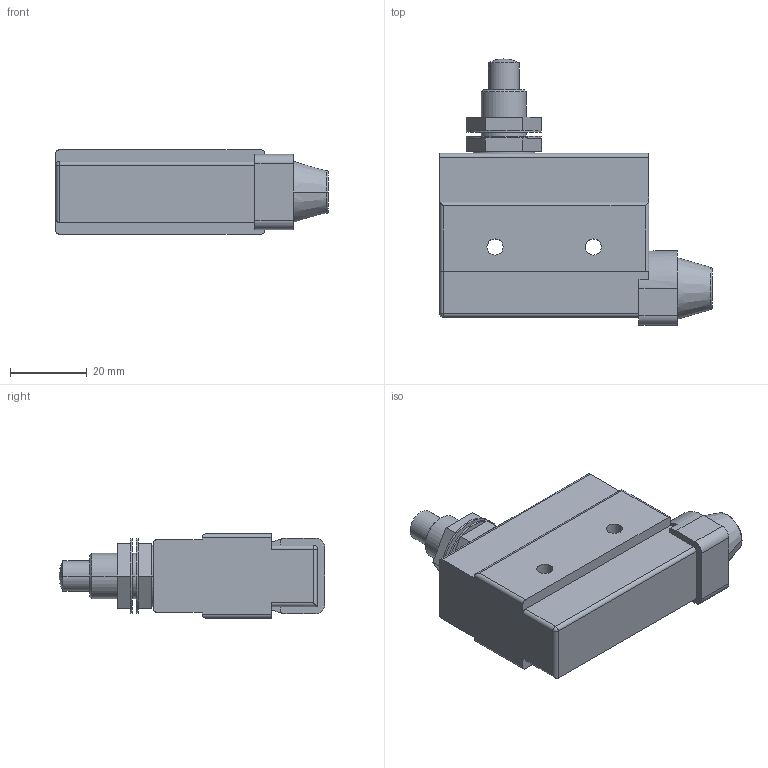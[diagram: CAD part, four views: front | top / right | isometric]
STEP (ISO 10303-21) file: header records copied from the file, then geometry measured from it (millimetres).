
FILE_DESCRIPTION((''),'2;1');
FILE_NAME('LA167-Z7-310','2023-10-10T',('Administrator'),('zyb.com'),'PRO/ENGINEER BY PARAMETRIC TECHNOLOGY CORPORATION, 2010280','PRO/ENGINEER BY PARAMETRIC TECHNOLOGY CORPORATION, 2010280','');
FILE_SCHEMA(('CONFIG_CONTROL_DESIGN'));
Length unit declared in the file: millimetre
Products named in the file (1): LA167-Z7-310
Bounding box: 71 x 69.3 x 22 mm (x, y, z)
Volume: 51851.7 mm3; surface area: 11567.2 mm2
Topology: 1 solids, 1 shells, 105 faces, 251 edges, 153 vertices
Faces by surface type: plane 65, cylinder 31, cone 4, sphere 3, torus 2
Entity records: 3089 total; most frequent: CARTESIAN_POINT 557, DIRECTION 546, ORIENTED_EDGE 498, EDGE_CURVE 249, AXIS2_PLACEMENT_3D 197, VERTEX_POINT 153, VECTOR 152, LINE 152
